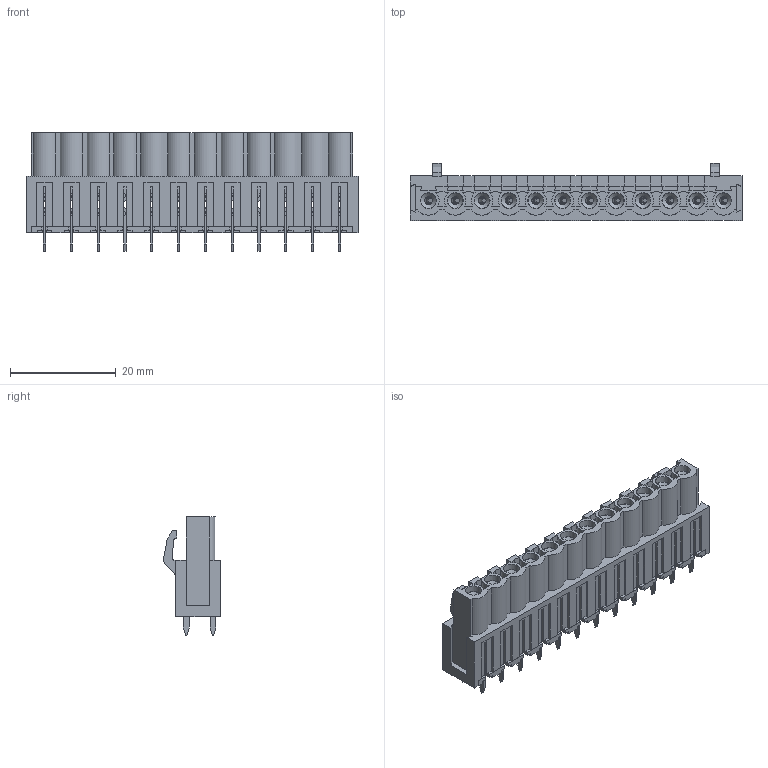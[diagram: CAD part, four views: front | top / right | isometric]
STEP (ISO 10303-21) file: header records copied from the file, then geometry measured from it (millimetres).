
FILE_DESCRIPTION( ( 'Unknown' ), '1' );
FILE_NAME( '691307500012.stp', 'Unknown', ( 'Unknown' ), ( 'Unknown' ), 'PSStep 18.0.17', 'Unknown', ' ' );
FILE_SCHEMA( ( 'AUTOMOTIVE_DESIGN { 1 0 10303 214 1 1 1 1 }' ) );
Length unit declared in the file: millimetre
Products named in the file (4): Assem1; contact; 691307500012; 691307500012_back wall
Assembly tree (14 placements, depth 2):
  Assem1
    contact  x12
    691307500012
    691307500012_back wall
Bounding box: 62.88 x 10.8 x 22.5 mm (x, y, z)
Volume: 4615.9 mm3; surface area: 11484.8 mm2
Topology: 14 solids, 14 shells, 1974 faces, 5322 edges, 3375 vertices
Faces by surface type: plane 1392, cylinder 486, bspline 72, cone 12, sphere 12
Full cylindrical faces by diameter (mm): 0.7 x12, 1 x24, 1.5 x12, 3 x12
Entity records: 41923 total; most frequent: CARTESIAN_POINT 7556, ORIENTED_EDGE 5370, DIRECTION 5031, EDGE_CURVE 2685, LINE 2305, VECTOR 2305, VERTEX_POINT 1808, AXIS2_PLACEMENT_3D 1363
